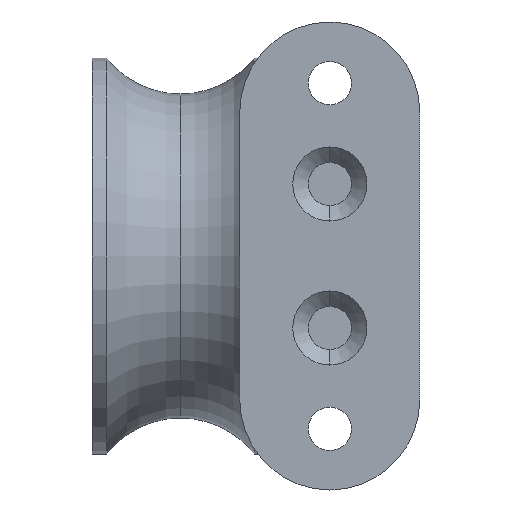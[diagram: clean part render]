
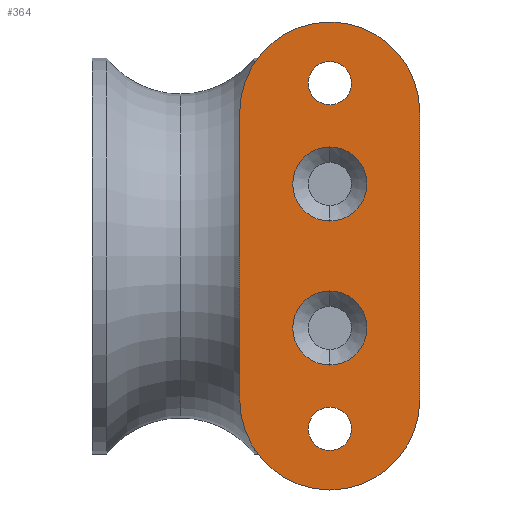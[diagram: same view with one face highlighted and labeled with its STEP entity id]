
A CAD part, front view. The second image highlights one B-rep face of the part: STEP entity #364.
In plain terms, the highlighted planar face has unit normal (0, -1, 0).
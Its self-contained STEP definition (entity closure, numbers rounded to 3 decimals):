
#55 = VERTEX_POINT ( 'NONE', #1059 ) ;
#60 = CIRCLE ( 'NONE', #2877, 12.5 ) ;
#78 = AXIS2_PLACEMENT_3D ( 'NONE', #876, #1608, #1855 ) ;
#116 = VERTEX_POINT ( 'NONE', #358 ) ;
#135 = CARTESIAN_POINT ( 'NONE',  ( -10., -2., 0. ) ) ;
#239 = ORIENTED_EDGE ( 'NONE', *, *, #2007, .F. ) ;
#282 = CARTESIAN_POINT ( 'NONE',  ( 24., -2., -3. ) ) ;
#283 = EDGE_LOOP ( 'NONE', ( #239, #2009 ) ) ;
#296 = FACE_BOUND ( 'NONE', #283, .T. ) ;
#358 = CARTESIAN_POINT ( 'NONE',  ( -20., -2., 12.5 ) ) ;
#364 = ADVANCED_FACE ( 'NONE', ( #1552, #387, #981, #296, #2840 ), #919, .T. ) ;
#387 = FACE_BOUND ( 'NONE', #3176, .T. ) ;
#400 = ORIENTED_EDGE ( 'NONE', *, *, #1238, .F. ) ;
#424 = VERTEX_POINT ( 'NONE', #2147 ) ;
#425 = DIRECTION ( 'NONE',  ( 0., 1., 0. ) ) ;
#435 = ORIENTED_EDGE ( 'NONE', *, *, #2905, .T. ) ;
#460 = ORIENTED_EDGE ( 'NONE', *, *, #2603, .F. ) ;
#507 = EDGE_CURVE ( 'NONE', #2232, #2892, #1282, .T. ) ;
#535 = CARTESIAN_POINT ( 'NONE',  ( 20., -2., -12.5 ) ) ;
#542 = DIRECTION ( 'NONE',  ( 0., 1., 0. ) ) ;
#595 = DIRECTION ( 'NONE',  ( 0., 1., 0. ) ) ;
#630 = CARTESIAN_POINT ( 'NONE',  ( 24., -2., 0. ) ) ;
#665 = ORIENTED_EDGE ( 'NONE', *, *, #2461, .T. ) ;
#713 = VERTEX_POINT ( 'NONE', #982 ) ;
#775 = ORIENTED_EDGE ( 'NONE', *, *, #507, .T. ) ;
#803 = CARTESIAN_POINT ( 'NONE',  ( 15.15, -2., 0. ) ) ;
#828 = CARTESIAN_POINT ( 'NONE',  ( -20., -2., -12.5 ) ) ;
#876 = CARTESIAN_POINT ( 'NONE',  ( -24., -2., 0. ) ) ;
#897 = CIRCLE ( 'NONE', #2711, 5.15 ) ;
#919 = PLANE ( 'NONE',  #1838 ) ;
#945 = AXIS2_PLACEMENT_3D ( 'NONE', #3015, #2539, #1333 ) ;
#981 = FACE_BOUND ( 'NONE', #2053, .T. ) ;
#982 = CARTESIAN_POINT ( 'NONE',  ( 4.85, -2., 0. ) ) ;
#1040 = LINE ( 'NONE', #1298, #3053 ) ;
#1055 = EDGE_CURVE ( 'NONE', #424, #2392, #2251, .T. ) ;
#1059 = CARTESIAN_POINT ( 'NONE',  ( 20., -2., 12.5 ) ) ;
#1097 = CARTESIAN_POINT ( 'NONE',  ( 24., -2., 0. ) ) ;
#1100 = VERTEX_POINT ( 'NONE', #2662 ) ;
#1141 = CARTESIAN_POINT ( 'NONE',  ( -24., -2., -3. ) ) ;
#1171 = ORIENTED_EDGE ( 'NONE', *, *, #2643, .F. ) ;
#1200 = DIRECTION ( 'NONE',  ( 0., -1., 0. ) ) ;
#1201 = DIRECTION ( 'NONE',  ( 1., 0., 0. ) ) ;
#1238 = EDGE_CURVE ( 'NONE', #1822, #116, #2825, .T. ) ;
#1282 = CIRCLE ( 'NONE', #2925, 5.15 ) ;
#1294 = CARTESIAN_POINT ( 'NONE',  ( -10., -2., 0. ) ) ;
#1298 = CARTESIAN_POINT ( 'NONE',  ( -20., -2., 12.5 ) ) ;
#1333 = DIRECTION ( 'NONE',  ( 1., 0., 0. ) ) ;
#1350 = DIRECTION ( 'NONE',  ( 0., 0., -1. ) ) ;
#1391 = EDGE_CURVE ( 'NONE', #116, #55, #1040, .T. ) ;
#1423 = ORIENTED_EDGE ( 'NONE', *, *, #1952, .T. ) ;
#1438 = ORIENTED_EDGE ( 'NONE', *, *, #1756, .F. ) ;
#1452 = DIRECTION ( 'NONE',  ( 0., 0., -1. ) ) ;
#1503 = CIRCLE ( 'NONE', #2469, 5.15 ) ;
#1552 = FACE_BOUND ( 'NONE', #2425, .T. ) ;
#1589 = DIRECTION ( 'NONE',  ( 0., 0., -1. ) ) ;
#1608 = DIRECTION ( 'NONE',  ( 0., -1., 0. ) ) ;
#1688 = DIRECTION ( 'NONE',  ( 0., -1., 0. ) ) ;
#1755 = AXIS2_PLACEMENT_3D ( 'NONE', #2653, #1200, #1452 ) ;
#1756 = EDGE_CURVE ( 'NONE', #2351, #1822, #2779, .T. ) ;
#1815 = CARTESIAN_POINT ( 'NONE',  ( -20., -2., 0. ) ) ;
#1822 = VERTEX_POINT ( 'NONE', #828 ) ;
#1834 = DIRECTION ( 'NONE',  ( 0., 1., 0. ) ) ;
#1838 = AXIS2_PLACEMENT_3D ( 'NONE', #1882, #3114, #1920 ) ;
#1855 = DIRECTION ( 'NONE',  ( 0., 0., -1. ) ) ;
#1868 = DIRECTION ( 'NONE',  ( -1., 0., 0. ) ) ;
#1882 = CARTESIAN_POINT ( 'NONE',  ( 20., -2., 0. ) ) ;
#1911 = CARTESIAN_POINT ( 'NONE',  ( 20., -2., 0. ) ) ;
#1920 = DIRECTION ( 'NONE',  ( 0., 0., -1. ) ) ;
#1949 = CARTESIAN_POINT ( 'NONE',  ( 10., -2., 0. ) ) ;
#1952 = EDGE_CURVE ( 'NONE', #1100, #2990, #1995, .T. ) ;
#1995 = CIRCLE ( 'NONE', #2765, 3. ) ;
#2007 = EDGE_CURVE ( 'NONE', #2392, #424, #2868, .T. ) ;
#2009 = ORIENTED_EDGE ( 'NONE', *, *, #1055, .F. ) ;
#2053 = EDGE_LOOP ( 'NONE', ( #435, #775 ) ) ;
#2056 = DIRECTION ( 'NONE',  ( 0., 0., -1. ) ) ;
#2074 = VECTOR ( 'NONE', #2474, 1000. ) ;
#2132 = AXIS2_PLACEMENT_3D ( 'NONE', #630, #1834, #2056 ) ;
#2147 = CARTESIAN_POINT ( 'NONE',  ( -24., -2., 3. ) ) ;
#2151 = DIRECTION ( 'NONE',  ( 0., 0., -1. ) ) ;
#2186 = CIRCLE ( 'NONE', #2132, 3. ) ;
#2232 = VERTEX_POINT ( 'NONE', #2626 ) ;
#2251 = CIRCLE ( 'NONE', #1755, 3. ) ;
#2255 = VERTEX_POINT ( 'NONE', #803 ) ;
#2336 = CIRCLE ( 'NONE', #945, 5.15 ) ;
#2351 = VERTEX_POINT ( 'NONE', #535 ) ;
#2354 = DIRECTION ( 'NONE',  ( 0., 1., 0. ) ) ;
#2389 = ORIENTED_EDGE ( 'NONE', *, *, #1391, .F. ) ;
#2392 = VERTEX_POINT ( 'NONE', #1141 ) ;
#2425 = EDGE_LOOP ( 'NONE', ( #460, #3155 ) ) ;
#2461 = EDGE_CURVE ( 'NONE', #2990, #1100, #2186, .T. ) ;
#2469 = AXIS2_PLACEMENT_3D ( 'NONE', #1294, #542, #2981 ) ;
#2474 = DIRECTION ( 'NONE',  ( -1., 0., 0. ) ) ;
#2489 = CARTESIAN_POINT ( 'NONE',  ( -15.15, -2., 0. ) ) ;
#2539 = DIRECTION ( 'NONE',  ( 0., -1., 0. ) ) ;
#2603 = EDGE_CURVE ( 'NONE', #2255, #713, #897, .T. ) ;
#2626 = CARTESIAN_POINT ( 'NONE',  ( -4.85, -2., 0. ) ) ;
#2643 = EDGE_CURVE ( 'NONE', #55, #2351, #60, .T. ) ;
#2653 = CARTESIAN_POINT ( 'NONE',  ( -24., -2., 0. ) ) ;
#2662 = CARTESIAN_POINT ( 'NONE',  ( 24., -2., 3. ) ) ;
#2705 = CARTESIAN_POINT ( 'NONE',  ( -20., -2., -12.5 ) ) ;
#2711 = AXIS2_PLACEMENT_3D ( 'NONE', #1949, #1688, #1201 ) ;
#2765 = AXIS2_PLACEMENT_3D ( 'NONE', #1097, #2792, #1350 ) ;
#2779 = LINE ( 'NONE', #2705, #2074 ) ;
#2792 = DIRECTION ( 'NONE',  ( 0., 1., 0. ) ) ;
#2825 = CIRCLE ( 'NONE', #2880, 12.5 ) ;
#2840 = FACE_OUTER_BOUND ( 'NONE', #2910, .T. ) ;
#2868 = CIRCLE ( 'NONE', #78, 3. ) ;
#2877 = AXIS2_PLACEMENT_3D ( 'NONE', #1911, #425, #2151 ) ;
#2880 = AXIS2_PLACEMENT_3D ( 'NONE', #1815, #595, #1589 ) ;
#2892 = VERTEX_POINT ( 'NONE', #2489 ) ;
#2905 = EDGE_CURVE ( 'NONE', #2892, #2232, #1503, .T. ) ;
#2910 = EDGE_LOOP ( 'NONE', ( #1171, #2389, #400, #1438 ) ) ;
#2925 = AXIS2_PLACEMENT_3D ( 'NONE', #135, #2354, #1868 ) ;
#2981 = DIRECTION ( 'NONE',  ( -1., 0., 0. ) ) ;
#2990 = VERTEX_POINT ( 'NONE', #282 ) ;
#3015 = CARTESIAN_POINT ( 'NONE',  ( 10., -2., 0. ) ) ;
#3048 = DIRECTION ( 'NONE',  ( 1., 0., 0. ) ) ;
#3053 = VECTOR ( 'NONE', #3048, 1000. ) ;
#3067 = EDGE_CURVE ( 'NONE', #713, #2255, #2336, .T. ) ;
#3114 = DIRECTION ( 'NONE',  ( 0., -1., 0. ) ) ;
#3155 = ORIENTED_EDGE ( 'NONE', *, *, #3067, .F. ) ;
#3176 = EDGE_LOOP ( 'NONE', ( #665, #1423 ) ) ;
